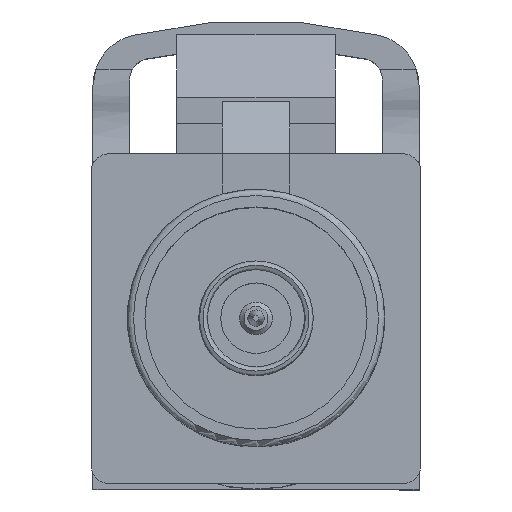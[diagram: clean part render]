
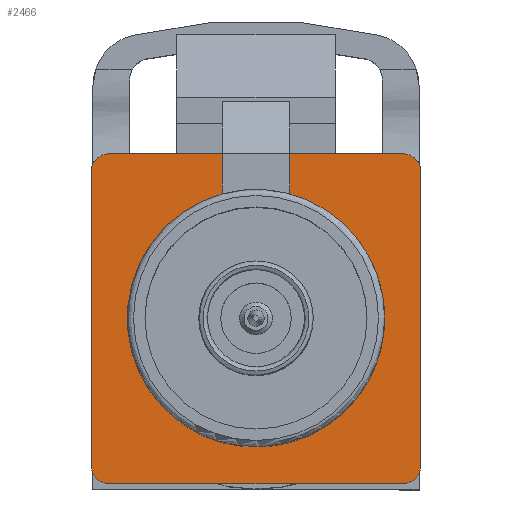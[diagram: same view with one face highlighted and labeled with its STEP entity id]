
A CAD part, top view. The second image highlights one B-rep face of the part: STEP entity #2466.
In plain terms, the highlighted face is planar.
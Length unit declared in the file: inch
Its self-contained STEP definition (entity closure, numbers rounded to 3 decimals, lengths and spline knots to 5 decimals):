
#29 = CARTESIAN_POINT ( 'NONE',  ( 0.0385, 0.1251, -0.084 ) ) ;
#412 = VERTEX_POINT ( 'NONE', #7363 ) ;
#440 = DIRECTION ( 'NONE',  ( 0., 0., -1. ) ) ;
#501 = CARTESIAN_POINT ( 'NONE',  ( 0.16701, 0.18701, -0.084 ) ) ;
#552 = EDGE_CURVE ( 'NONE', #7525, #6693, #11069, .T. ) ;
#579 = VERTEX_POINT ( 'NONE', #10841 ) ;
#758 = AXIS2_PLACEMENT_3D ( 'NONE', #6458, #8428, #6540 ) ;
#806 = VERTEX_POINT ( 'NONE', #5301 ) ;
#1018 = LINE ( 'NONE', #5294, #7405 ) ;
#1049 = EDGE_CURVE ( 'NONE', #10023, #806, #8809, .T. ) ;
#1077 = VECTOR ( 'NONE', #4056, 39.37008 ) ;
#1153 = EDGE_CURVE ( 'NONE', #10380, #806, #5537, .T. ) ;
#1165 = DIRECTION ( 'NONE',  ( -1., 0., 0. ) ) ;
#1322 = DIRECTION ( 'NONE',  ( 0., 0., -1. ) ) ;
#1525 = CIRCLE ( 'NONE', #758, 0.02 ) ;
#1751 = DIRECTION ( 'NONE',  ( -1., 0., 0. ) ) ;
#1807 = VERTEX_POINT ( 'NONE', #6741 ) ;
#2308 = CARTESIAN_POINT ( 'NONE',  ( -0.16701, -0.18701, -0.084 ) ) ;
#2310 = AXIS2_PLACEMENT_3D ( 'NONE', #11693, #3004, #3996 ) ;
#2324 = DIRECTION ( 'NONE',  ( -1., 0., 0. ) ) ;
#2329 = DIRECTION ( 'NONE',  ( 0., 0., -1. ) ) ;
#2466 = ADVANCED_FACE ( 'NONE', ( #3926 ), #3221, .T. ) ;
#2616 = EDGE_LOOP ( 'NONE', ( #3710, #5415, #8209, #9672, #9444, #9826, #4851, #11591, #6619, #8537, #6214, #3349 ) ) ;
#2863 = EDGE_CURVE ( 'NONE', #9853, #9181, #6025, .T. ) ;
#3004 = DIRECTION ( 'NONE',  ( 0., 0., -1. ) ) ;
#3221 = PLANE ( 'NONE',  #11028 ) ;
#3223 = CIRCLE ( 'NONE', #2310, 0.146 ) ;
#3253 = DIRECTION ( 'NONE',  ( 0., 0., -1. ) ) ;
#3349 = ORIENTED_EDGE ( 'NONE', *, *, #5532, .F. ) ;
#3525 = VECTOR ( 'NONE', #6707, 39.37008 ) ;
#3608 = VERTEX_POINT ( 'NONE', #12381 ) ;
#3710 = ORIENTED_EDGE ( 'NONE', *, *, #3766, .F. ) ;
#3766 = EDGE_CURVE ( 'NONE', #7525, #579, #12216, .T. ) ;
#3926 = FACE_OUTER_BOUND ( 'NONE', #2616, .T. ) ;
#3996 = DIRECTION ( 'NONE',  ( -1., 0., 0. ) ) ;
#4056 = DIRECTION ( 'NONE',  ( 1., 0., 0. ) ) ;
#4244 = AXIS2_PLACEMENT_3D ( 'NONE', #11767, #1322, #2324 ) ;
#4322 = DIRECTION ( 'NONE',  ( -1., 0., 0. ) ) ;
#4844 = VECTOR ( 'NONE', #1751, 39.37008 ) ;
#4851 = ORIENTED_EDGE ( 'NONE', *, *, #6820, .F. ) ;
#5039 = AXIS2_PLACEMENT_3D ( 'NONE', #8923, #440, #10880 ) ;
#5069 = CARTESIAN_POINT ( 'NONE',  ( -0.18701, 0.18701, -0.084 ) ) ;
#5294 = CARTESIAN_POINT ( 'NONE',  ( -0.0385, 0.1251, -0.084 ) ) ;
#5301 = CARTESIAN_POINT ( 'NONE',  ( 0.16701, -0.18701, -0.084 ) ) ;
#5320 = EDGE_CURVE ( 'NONE', #9853, #3608, #1018, .T. ) ;
#5415 = ORIENTED_EDGE ( 'NONE', *, *, #552, .T. ) ;
#5532 = EDGE_CURVE ( 'NONE', #579, #7305, #10569, .T. ) ;
#5537 = CIRCLE ( 'NONE', #10481, 0.02 ) ;
#6025 = LINE ( 'NONE', #7606, #4844 ) ;
#6059 = CARTESIAN_POINT ( 'NONE',  ( 0.18701, 0.16701, -0.084 ) ) ;
#6214 = ORIENTED_EDGE ( 'NONE', *, *, #8656, .F. ) ;
#6458 = CARTESIAN_POINT ( 'NONE',  ( -0.16701, -0.16701, -0.084 ) ) ;
#6540 = DIRECTION ( 'NONE',  ( -1., 0., 0. ) ) ;
#6619 = ORIENTED_EDGE ( 'NONE', *, *, #2863, .F. ) ;
#6620 = CARTESIAN_POINT ( 'NONE',  ( -0.16701, 0.18701, -0.084 ) ) ;
#6693 = VERTEX_POINT ( 'NONE', #6059 ) ;
#6707 = DIRECTION ( 'NONE',  ( 0., -1., 0. ) ) ;
#6741 = CARTESIAN_POINT ( 'NONE',  ( -0.18701, -0.16701, -0.084 ) ) ;
#6820 = EDGE_CURVE ( 'NONE', #412, #1807, #11072, .T. ) ;
#6912 = CARTESIAN_POINT ( 'NONE',  ( -0.18701, -0.18701, -0.084 ) ) ;
#7002 = EDGE_CURVE ( 'NONE', #10023, #1807, #1525, .T. ) ;
#7169 = DIRECTION ( 'NONE',  ( 0., -1., 0. ) ) ;
#7305 = VERTEX_POINT ( 'NONE', #7950 ) ;
#7363 = CARTESIAN_POINT ( 'NONE',  ( -0.18701, 0.16701, -0.084 ) ) ;
#7405 = VECTOR ( 'NONE', #11988, 39.37008 ) ;
#7512 = DIRECTION ( 'NONE',  ( 0., 1., 0. ) ) ;
#7525 = VERTEX_POINT ( 'NONE', #501 ) ;
#7606 = CARTESIAN_POINT ( 'NONE',  ( -0.18701, 0.18701, -0.084 ) ) ;
#7950 = CARTESIAN_POINT ( 'NONE',  ( 0.0385, 0.14083, -0.084 ) ) ;
#8028 = CARTESIAN_POINT ( 'NONE',  ( 0.16701, -0.16701, -0.084 ) ) ;
#8209 = ORIENTED_EDGE ( 'NONE', *, *, #8423, .F. ) ;
#8423 = EDGE_CURVE ( 'NONE', #10380, #6693, #11868, .T. ) ;
#8428 = DIRECTION ( 'NONE',  ( 0., 0., -1. ) ) ;
#8537 = ORIENTED_EDGE ( 'NONE', *, *, #5320, .T. ) ;
#8563 = CARTESIAN_POINT ( 'NONE',  ( -0.0385, 0.18701, -0.084 ) ) ;
#8656 = EDGE_CURVE ( 'NONE', #7305, #3608, #3223, .T. ) ;
#8809 = LINE ( 'NONE', #6912, #1077 ) ;
#8923 = CARTESIAN_POINT ( 'NONE',  ( 0.16701, 0.16701, -0.084 ) ) ;
#9093 = CARTESIAN_POINT ( 'NONE',  ( 0., 0., -0.084 ) ) ;
#9140 = CARTESIAN_POINT ( 'NONE',  ( -0.18701, -0.18701, -0.084 ) ) ;
#9181 = VERTEX_POINT ( 'NONE', #6620 ) ;
#9321 = VECTOR ( 'NONE', #7512, 39.37008 ) ;
#9352 = VECTOR ( 'NONE', #1165, 39.37008 ) ;
#9444 = ORIENTED_EDGE ( 'NONE', *, *, #1049, .F. ) ;
#9595 = VECTOR ( 'NONE', #7169, 39.37008 ) ;
#9672 = ORIENTED_EDGE ( 'NONE', *, *, #1153, .T. ) ;
#9826 = ORIENTED_EDGE ( 'NONE', *, *, #7002, .T. ) ;
#9853 = VERTEX_POINT ( 'NONE', #8563 ) ;
#10023 = VERTEX_POINT ( 'NONE', #2308 ) ;
#10380 = VERTEX_POINT ( 'NONE', #12298 ) ;
#10481 = AXIS2_PLACEMENT_3D ( 'NONE', #8028, #2329, #4322 ) ;
#10569 = LINE ( 'NONE', #29, #3525 ) ;
#10841 = CARTESIAN_POINT ( 'NONE',  ( 0.0385, 0.18701, -0.084 ) ) ;
#10880 = DIRECTION ( 'NONE',  ( -1., 0., 0. ) ) ;
#11028 = AXIS2_PLACEMENT_3D ( 'NONE', #9093, #3253, #11874 ) ;
#11069 = CIRCLE ( 'NONE', #5039, 0.02 ) ;
#11072 = LINE ( 'NONE', #9140, #9595 ) ;
#11271 = CARTESIAN_POINT ( 'NONE',  ( 0.18701, -0.18701, -0.084 ) ) ;
#11591 = ORIENTED_EDGE ( 'NONE', *, *, #11752, .T. ) ;
#11693 = CARTESIAN_POINT ( 'NONE',  ( 0., 0., -0.084 ) ) ;
#11752 = EDGE_CURVE ( 'NONE', #412, #9181, #12034, .T. ) ;
#11767 = CARTESIAN_POINT ( 'NONE',  ( -0.16701, 0.16701, -0.084 ) ) ;
#11868 = LINE ( 'NONE', #11271, #9321 ) ;
#11874 = DIRECTION ( 'NONE',  ( -1., 0., 0. ) ) ;
#11988 = DIRECTION ( 'NONE',  ( 0., -1., 0. ) ) ;
#12034 = CIRCLE ( 'NONE', #4244, 0.02 ) ;
#12216 = LINE ( 'NONE', #5069, #9352 ) ;
#12298 = CARTESIAN_POINT ( 'NONE',  ( 0.18701, -0.16701, -0.084 ) ) ;
#12381 = CARTESIAN_POINT ( 'NONE',  ( -0.0385, 0.14083, -0.084 ) ) ;
